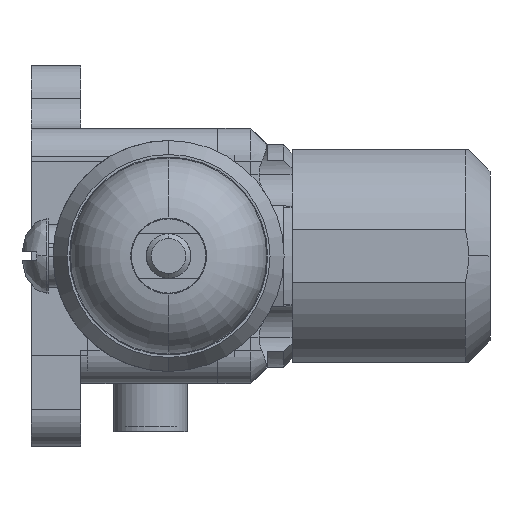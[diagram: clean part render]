
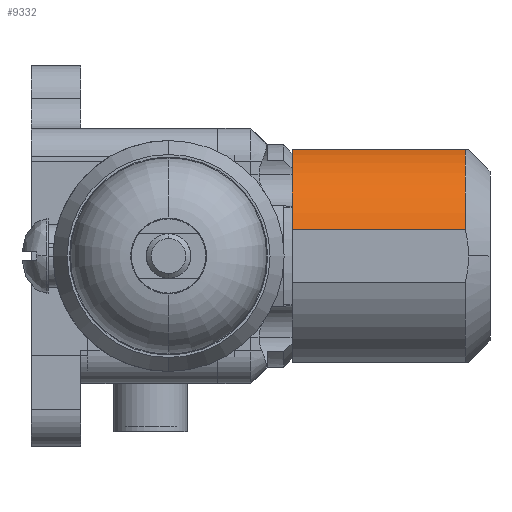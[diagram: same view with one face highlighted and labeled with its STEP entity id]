
A CAD part, left-side view. The second image highlights one B-rep face of the part: STEP entity #9332.
In plain terms, the highlighted cylindrical face has radius 6.65 mm (diameter 13.3 mm), a partial arc.
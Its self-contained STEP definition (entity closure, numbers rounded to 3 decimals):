
#295 = ORIENTED_EDGE ( 'NONE', *, *, #13238, .T. ) ;
#420 = CARTESIAN_POINT ( 'NONE',  ( 187.981, -17.98, 6.45 ) ) ;
#1657 = CARTESIAN_POINT ( 'NONE',  ( 189.6, -3.48, 0. ) ) ;
#2162 = CIRCLE ( 'NONE', #2543, 6.65 ) ;
#2543 = AXIS2_PLACEMENT_3D ( 'NONE', #3197, #11176, #4354 ) ;
#3094 = CARTESIAN_POINT ( 'NONE',  ( 183.15, -7.48, 1.619 ) ) ;
#3137 = CARTESIAN_POINT ( 'NONE',  ( 187.981, -7.48, 6.45 ) ) ;
#3197 = CARTESIAN_POINT ( 'NONE',  ( 189.6, -7.48, 0. ) ) ;
#3883 = VECTOR ( 'NONE', #4139, 1000. ) ;
#3953 = CIRCLE ( 'NONE', #7459, 6.65 ) ;
#3958 = DIRECTION ( 'NONE',  ( 0., 1., 0. ) ) ;
#4139 = DIRECTION ( 'NONE',  ( 0., -1., 0. ) ) ;
#4354 = DIRECTION ( 'NONE',  ( -1., 0., 0. ) ) ;
#5263 = ORIENTED_EDGE ( 'NONE', *, *, #6521, .F. ) ;
#5484 = EDGE_LOOP ( 'NONE', ( #9999, #295, #5263, #14126 ) ) ;
#5826 = VECTOR ( 'NONE', #10018, 1000. ) ;
#5831 = DIRECTION ( 'NONE',  ( 0., 1., 0. ) ) ;
#5893 = AXIS2_PLACEMENT_3D ( 'NONE', #1657, #3958, #11930 ) ;
#5915 = CARTESIAN_POINT ( 'NONE',  ( 183.15, -17.98, 1.619 ) ) ;
#5937 = VERTEX_POINT ( 'NONE', #420 ) ;
#6521 = EDGE_CURVE ( 'NONE', #10646, #5937, #6906, .T. ) ;
#6560 = CARTESIAN_POINT ( 'NONE',  ( 183.15, -3.48, 1.619 ) ) ;
#6614 = EDGE_CURVE ( 'NONE', #10918, #12149, #8863, .T. ) ;
#6906 = LINE ( 'NONE', #10961, #3883 ) ;
#7459 = AXIS2_PLACEMENT_3D ( 'NONE', #12682, #5831, #13810 ) ;
#8863 = LINE ( 'NONE', #6560, #5826 ) ;
#9332 = ADVANCED_FACE ( 'NONE', ( #11636 ), #11287, .T. ) ;
#9513 = EDGE_CURVE ( 'NONE', #12149, #10646, #2162, .T. ) ;
#9999 = ORIENTED_EDGE ( 'NONE', *, *, #6614, .F. ) ;
#10018 = DIRECTION ( 'NONE',  ( 0., 1., 0. ) ) ;
#10646 = VERTEX_POINT ( 'NONE', #3137 ) ;
#10918 = VERTEX_POINT ( 'NONE', #5915 ) ;
#10961 = CARTESIAN_POINT ( 'NONE',  ( 187.981, -3.48, 6.45 ) ) ;
#11176 = DIRECTION ( 'NONE',  ( 0., 1., 0. ) ) ;
#11287 = CYLINDRICAL_SURFACE ( 'NONE', #5893, 6.65 ) ;
#11636 = FACE_OUTER_BOUND ( 'NONE', #5484, .T. ) ;
#11930 = DIRECTION ( 'NONE',  ( -1., 0., 0. ) ) ;
#12149 = VERTEX_POINT ( 'NONE', #3094 ) ;
#12682 = CARTESIAN_POINT ( 'NONE',  ( 189.6, -17.98, 0. ) ) ;
#13238 = EDGE_CURVE ( 'NONE', #10918, #5937, #3953, .T. ) ;
#13810 = DIRECTION ( 'NONE',  ( -1., 0., 0. ) ) ;
#14126 = ORIENTED_EDGE ( 'NONE', *, *, #9513, .F. ) ;
